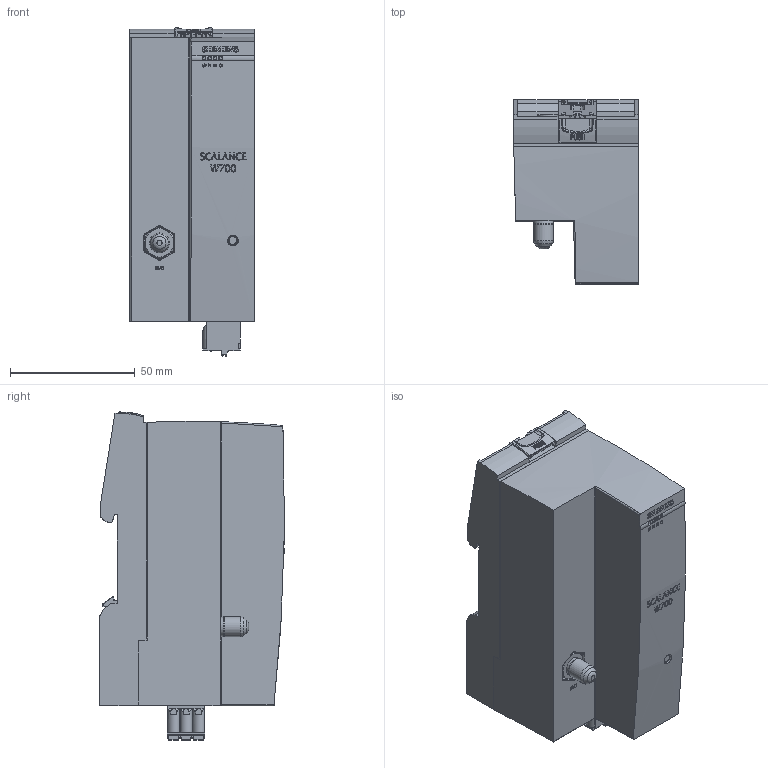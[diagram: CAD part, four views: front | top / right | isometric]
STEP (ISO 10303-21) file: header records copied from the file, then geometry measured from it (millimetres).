
FILE_DESCRIPTION(/* description */ (''),/* implementation_level */ '2;1');
FILE_NAME(/* name */ '6GK5762-1AJ00-1AA0_3d.stp',/* time_stamp */ '2023-08-10T08:55:34+02:00',/* author */ (''),/* organization */ (''),/* preprocessor_version */ 'ST-DEVELOPER v18.102',/* originating_system */ 'SIEMENS PLM Software NX 2023',/* authorisation */ '');
FILE_SCHEMA (('AUTOMOTIVE_DESIGN { 1 0 10303 214 3 1 1 1 }'));
Length unit declared in the file: millimetre
Products named in the file (6): Cap; Labeling; Adapter; Body; Terminal_block; 1947_6GK5762-1AJ00-1AA0_Simplf
Assembly tree (5 placements, depth 2):
  1947_6GK5762-1AJ00-1AA0_Simplf
    Terminal_block
    Body
    Adapter
    Labeling
    Cap
Bounding box: 50.02 x 73.94 x 131.34 mm (x, y, z)
Volume: 321012 mm3; surface area: 45358 mm2
Topology: 4 solids, 53 shells, 1875 faces, 5302 edges, 3507 vertices
Faces by surface type: plane 1084, cylinder 547, torus 91, sphere 56, bspline 41, cone 33, extrusion 23
Full cylindrical faces by diameter (mm): 0.457 x1, 1.4 x3, 1.5 x1, 1.917 x1, 2.8 x2, 3.5 x1, 4 x3, 4.2 x1, 4.948 x2, 5.648 x4, 6.3 x2, 6.35 x1, 7.25 x1, 8 x1, 8.2 x1, 9.75 x1
Entity records: 77365 total; most frequent: CARTESIAN_POINT 16291, ORIENTED_EDGE 10001, DIRECTION 9342, EDGE_CURVE 5196, VERTEX_POINT 3486, VECTOR 3476, LINE 3453, AXIS2_PLACEMENT_3D 2933
